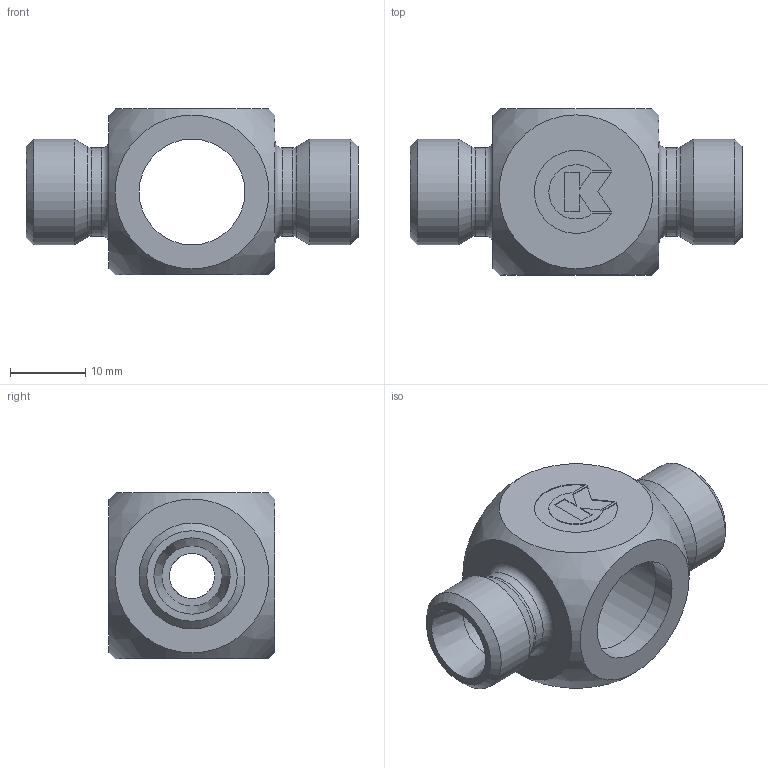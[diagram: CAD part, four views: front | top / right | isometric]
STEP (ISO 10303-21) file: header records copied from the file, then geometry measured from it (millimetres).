
FILE_DESCRIPTION((''),'2;1');
FILE_NAME('74763008.stp','2014-10-24T15:57:54',(''),('KNOMI spol. s r. o.'),'Autodesk Inventor 2012','Autodesk Inventor 2012','');
FILE_SCHEMA(('AUTOMOTIVE_DESIGN { 1 2 10303 214 0 1 1 1 }'));
Length unit declared in the file: millimetre
Products named in the file (1): Oko T st.příp.kuž.M14 Tr08
Bounding box: 44 x 22 x 22 mm (x, y, z)
Volume: 6834.9 mm3; surface area: 5107.3 mm2
Topology: 1 solids, 2 shells, 84 faces, 196 edges, 130 vertices
Faces by surface type: plane 56, cylinder 17, cone 6, torus 4, sphere 1
Full cylindrical faces by diameter (mm): 6 x2, 8 x2, 11.7 x2, 14 x4, 18 x1
Entity records: 2282 total; most frequent: CARTESIAN_POINT 433, DIRECTION 380, ORIENTED_EDGE 324, EDGE_CURVE 162, AXIS2_PLACEMENT_3D 135, EDGE_LOOP 128, VERTEX_POINT 120, VECTOR 110
